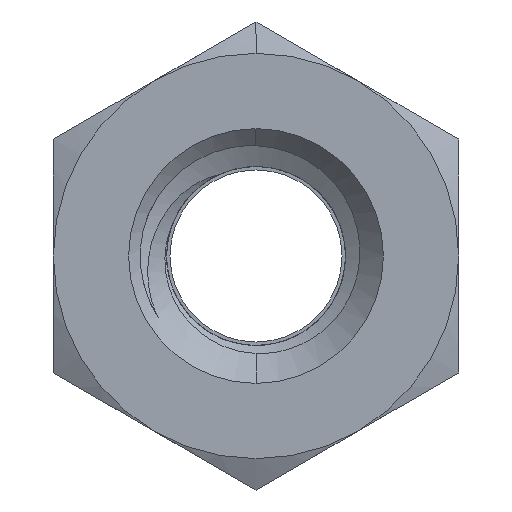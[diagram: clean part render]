
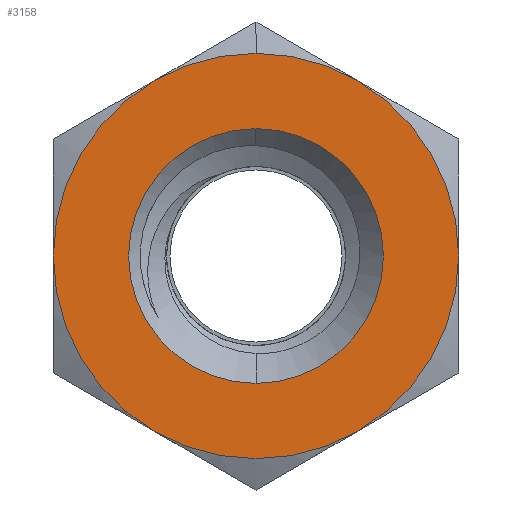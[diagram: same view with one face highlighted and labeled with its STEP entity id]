
A CAD part, front view. The second image highlights one B-rep face of the part: STEP entity #3158.
In plain terms, the highlighted planar face has unit normal (0, -1, 0).
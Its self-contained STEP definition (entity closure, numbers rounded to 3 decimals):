
#72 = AXIS2_PLACEMENT_3D ( 'NONE', #1673, #716, #1013 ) ;
#92 = CARTESIAN_POINT ( 'NONE',  ( 0., 0., 0. ) ) ;
#100 = VERTEX_POINT ( 'NONE', #3718 ) ;
#131 = CARTESIAN_POINT ( 'NONE',  ( -1.75, 0., -3.031 ) ) ;
#241 = CIRCLE ( 'NONE', #2795, 3.5 ) ;
#267 = AXIS2_PLACEMENT_3D ( 'NONE', #92, #2987, #3838 ) ;
#268 = EDGE_CURVE ( 'NONE', #2269, #741, #449, .T. ) ;
#338 = ORIENTED_EDGE ( 'NONE', *, *, #3906, .T. ) ;
#375 = AXIS2_PLACEMENT_3D ( 'NONE', #2525, #3146, #2484 ) ;
#384 = DIRECTION ( 'NONE',  ( 0., -1., 0. ) ) ;
#440 = CIRCLE ( 'NONE', #1422, 3.5 ) ;
#449 = CIRCLE ( 'NONE', #2806, 3.5 ) ;
#487 = VERTEX_POINT ( 'NONE', #1513 ) ;
#508 = DIRECTION ( 'NONE',  ( 0., 0., -1. ) ) ;
#512 = CARTESIAN_POINT ( 'NONE',  ( 0., 0., 2.2 ) ) ;
#680 = CARTESIAN_POINT ( 'NONE',  ( 0., 0., 0. ) ) ;
#716 = DIRECTION ( 'NONE',  ( 0., -1., 0. ) ) ;
#741 = VERTEX_POINT ( 'NONE', #1506 ) ;
#756 = CARTESIAN_POINT ( 'NONE',  ( 0., 0., 0. ) ) ;
#771 = CIRCLE ( 'NONE', #1694, 2.2 ) ;
#781 = AXIS2_PLACEMENT_3D ( 'NONE', #1544, #3388, #3428 ) ;
#854 = ORIENTED_EDGE ( 'NONE', *, *, #1128, .T. ) ;
#898 = CIRCLE ( 'NONE', #3200, 2.2 ) ;
#1013 = DIRECTION ( 'NONE',  ( 0., 0., -1. ) ) ;
#1061 = CARTESIAN_POINT ( 'NONE',  ( 0., 0., 0. ) ) ;
#1099 = EDGE_CURVE ( 'NONE', #1368, #3193, #771, .T. ) ;
#1103 = DIRECTION ( 'NONE',  ( 0., 0., -1. ) ) ;
#1128 = EDGE_CURVE ( 'NONE', #487, #100, #1241, .T. ) ;
#1241 = CIRCLE ( 'NONE', #781, 3.5 ) ;
#1368 = VERTEX_POINT ( 'NONE', #2071 ) ;
#1422 = AXIS2_PLACEMENT_3D ( 'NONE', #756, #384, #1103 ) ;
#1506 = CARTESIAN_POINT ( 'NONE',  ( 3.5, 0., 0. ) ) ;
#1510 = EDGE_LOOP ( 'NONE', ( #1771, #2116 ) ) ;
#1513 = CARTESIAN_POINT ( 'NONE',  ( -1.75, 0., 3.031 ) ) ;
#1544 = CARTESIAN_POINT ( 'NONE',  ( 0., 0., 0. ) ) ;
#1589 = CARTESIAN_POINT ( 'NONE',  ( 0., 0., 0. ) ) ;
#1591 = CARTESIAN_POINT ( 'NONE',  ( 0., 0., 0. ) ) ;
#1668 = CARTESIAN_POINT ( 'NONE',  ( 1.75, 0., -3.031 ) ) ;
#1673 = CARTESIAN_POINT ( 'NONE',  ( 7., 0., 0. ) ) ;
#1694 = AXIS2_PLACEMENT_3D ( 'NONE', #1589, #2816, #4047 ) ;
#1771 = ORIENTED_EDGE ( 'NONE', *, *, #1099, .T. ) ;
#1923 = DIRECTION ( 'NONE',  ( 0., -1., 0. ) ) ;
#1957 = VERTEX_POINT ( 'NONE', #3632 ) ;
#1975 = CIRCLE ( 'NONE', #267, 3.5 ) ;
#2071 = CARTESIAN_POINT ( 'NONE',  ( 0., 0., -2.2 ) ) ;
#2116 = ORIENTED_EDGE ( 'NONE', *, *, #2198, .T. ) ;
#2198 = EDGE_CURVE ( 'NONE', #3193, #1368, #898, .T. ) ;
#2262 = FACE_BOUND ( 'NONE', #1510, .T. ) ;
#2269 = VERTEX_POINT ( 'NONE', #1668 ) ;
#2288 = DIRECTION ( 'NONE',  ( 0., -1., 0. ) ) ;
#2346 = CARTESIAN_POINT ( 'NONE',  ( 0., 0., 0. ) ) ;
#2381 = ORIENTED_EDGE ( 'NONE', *, *, #3454, .T. ) ;
#2484 = DIRECTION ( 'NONE',  ( 0., 0., -1. ) ) ;
#2525 = CARTESIAN_POINT ( 'NONE',  ( 0., 0., 0. ) ) ;
#2637 = FACE_OUTER_BOUND ( 'NONE', #3952, .T. ) ;
#2656 = PLANE ( 'NONE',  #72 ) ;
#2795 = AXIS2_PLACEMENT_3D ( 'NONE', #1061, #2288, #3221 ) ;
#2806 = AXIS2_PLACEMENT_3D ( 'NONE', #2346, #3926, #508 ) ;
#2816 = DIRECTION ( 'NONE',  ( 0., 1., 0. ) ) ;
#2838 = DIRECTION ( 'NONE',  ( 0., 1., 0. ) ) ;
#2883 = EDGE_CURVE ( 'NONE', #3140, #2269, #3026, .T. ) ;
#2987 = DIRECTION ( 'NONE',  ( 0., -1., 0. ) ) ;
#3012 = EDGE_CURVE ( 'NONE', #100, #3140, #1975, .T. ) ;
#3026 = CIRCLE ( 'NONE', #3865, 3.5 ) ;
#3116 = VERTEX_POINT ( 'NONE', #3882 ) ;
#3140 = VERTEX_POINT ( 'NONE', #131 ) ;
#3146 = DIRECTION ( 'NONE',  ( 0., -1., 0. ) ) ;
#3158 = ADVANCED_FACE ( 'NONE', ( #2637, #2262 ), #2656, .T. ) ;
#3181 = DIRECTION ( 'NONE',  ( 0., 0., -1. ) ) ;
#3193 = VERTEX_POINT ( 'NONE', #512 ) ;
#3200 = AXIS2_PLACEMENT_3D ( 'NONE', #1591, #2838, #3213 ) ;
#3213 = DIRECTION ( 'NONE',  ( 0., 0., -1. ) ) ;
#3221 = DIRECTION ( 'NONE',  ( 0., 0., -1. ) ) ;
#3250 = ORIENTED_EDGE ( 'NONE', *, *, #268, .T. ) ;
#3388 = DIRECTION ( 'NONE',  ( 0., -1., 0. ) ) ;
#3428 = DIRECTION ( 'NONE',  ( 0., 0., -1. ) ) ;
#3454 = EDGE_CURVE ( 'NONE', #1957, #3116, #3637, .T. ) ;
#3530 = ORIENTED_EDGE ( 'NONE', *, *, #3982, .T. ) ;
#3632 = CARTESIAN_POINT ( 'NONE',  ( 1.75, 0., 3.031 ) ) ;
#3637 = CIRCLE ( 'NONE', #375, 3.5 ) ;
#3718 = CARTESIAN_POINT ( 'NONE',  ( -3.5, 0., 0. ) ) ;
#3786 = ORIENTED_EDGE ( 'NONE', *, *, #3012, .T. ) ;
#3838 = DIRECTION ( 'NONE',  ( 0., 0., -1. ) ) ;
#3865 = AXIS2_PLACEMENT_3D ( 'NONE', #680, #1923, #3181 ) ;
#3882 = CARTESIAN_POINT ( 'NONE',  ( 0., 0., 3.5 ) ) ;
#3906 = EDGE_CURVE ( 'NONE', #741, #1957, #440, .T. ) ;
#3926 = DIRECTION ( 'NONE',  ( 0., -1., 0. ) ) ;
#3946 = ORIENTED_EDGE ( 'NONE', *, *, #2883, .T. ) ;
#3952 = EDGE_LOOP ( 'NONE', ( #3786, #3946, #3250, #338, #2381, #3530, #854 ) ) ;
#3982 = EDGE_CURVE ( 'NONE', #3116, #487, #241, .T. ) ;
#4047 = DIRECTION ( 'NONE',  ( 0., 0., -1. ) ) ;
